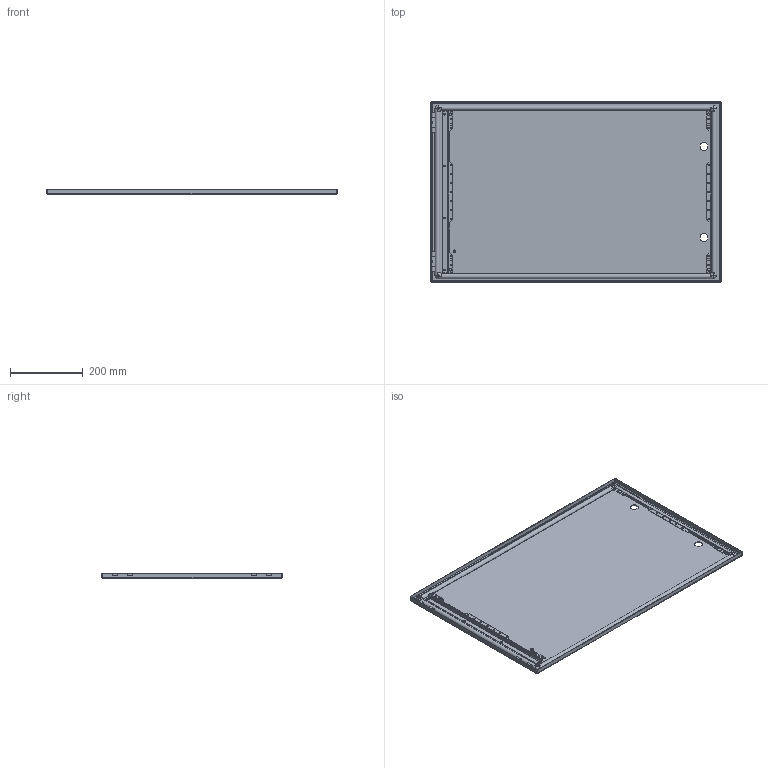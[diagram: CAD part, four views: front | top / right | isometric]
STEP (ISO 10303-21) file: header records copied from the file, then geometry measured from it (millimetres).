
FILE_DESCRIPTION(/* description */ (''),/* implementation_level */ '2;1');
FILE_NAME(/* name */ 'PO5080.stp',/* time_stamp */ '2021-06-21T12:40:09+02:00',/* author */ (''),/* organization */ (''),/* preprocessor_version */ 'ST-DEVELOPER v16.7',/* originating_system */ 'SIEMENS PLM Software NX 12.0',/* authorisation */ '');
FILE_SCHEMA (('AP203_CONFIGURATION_CONTROLLED_3D_DESIGN_OF_MECHANICAL_PARTS_AND_ASSEMBLIES_MIM_LF { 1 0 10303 403 2 1 2}'));
Length unit declared in the file: millimetre
Products named in the file (1): PO5080
Bounding box: 796.5 x 495 x 14.5 mm (x, y, z)
Volume: 895080.9 mm3; surface area: 1007482 mm2
Topology: 7 solids, 7 shells, 246 faces, 652 edges, 413 vertices
Faces by surface type: plane 118, cylinder 107, bspline 15, torus 4, cone 2
Full cylindrical faces by diameter (mm): 3.5 x22, 5 x8, 7 x5
Entity records: 10718 total; most frequent: CARTESIAN_POINT 4244, DIRECTION 1253, ORIENTED_EDGE 1210, EDGE_CURVE 605, AXIS2_PLACEMENT_3D 445, VERTEX_POINT 411, EDGE_LOOP 364, LINE 363
